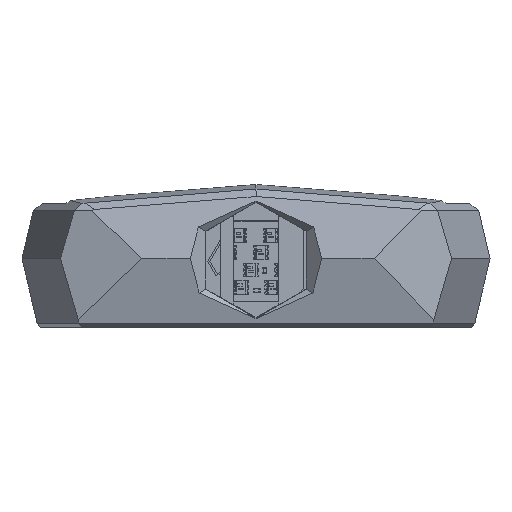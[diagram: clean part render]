
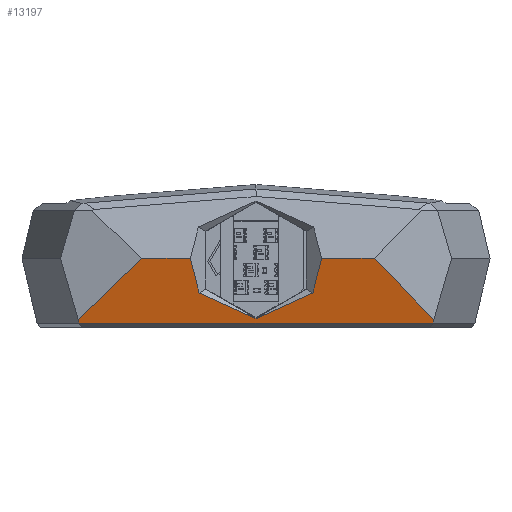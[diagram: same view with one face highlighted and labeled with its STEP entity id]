
A CAD part, top view. The second image highlights one B-rep face of the part: STEP entity #13197.
In plain terms, the highlighted planar face has unit normal (0, -0.242, 0.97).
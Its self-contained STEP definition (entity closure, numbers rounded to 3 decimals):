
#972=FACE_OUTER_BOUND('',#1721,.T.);
#1721=EDGE_LOOP('',(#11277,#11278,#11279,#11280,#11281,#11282,#11283,#11284,
#11285,#11286,#11287));
#3340=LINE('',#21248,#4920);
#3345=LINE('',#21258,#4925);
#3346=LINE('',#21260,#4926);
#3347=LINE('',#21262,#4927);
#3348=LINE('',#21264,#4928);
#3349=LINE('',#21266,#4929);
#3350=LINE('',#21268,#4930);
#3351=LINE('',#21270,#4931);
#3352=LINE('',#21272,#4932);
#3353=LINE('',#21274,#4933);
#3354=LINE('',#21275,#4934);
#4920=VECTOR('',#17412,10.);
#4925=VECTOR('',#17419,10.);
#4926=VECTOR('',#17420,10.);
#4927=VECTOR('',#17421,10.);
#4928=VECTOR('',#17422,10.);
#4929=VECTOR('',#17423,10.);
#4930=VECTOR('',#17424,10.);
#4931=VECTOR('',#17425,10.);
#4932=VECTOR('',#17426,10.);
#4933=VECTOR('',#17427,10.);
#4934=VECTOR('',#17428,10.);
#6233=VERTEX_POINT('',#21246);
#6234=VERTEX_POINT('',#21247);
#6238=VERTEX_POINT('',#21257);
#6239=VERTEX_POINT('',#21259);
#6240=VERTEX_POINT('',#21261);
#6241=VERTEX_POINT('',#21263);
#6242=VERTEX_POINT('',#21265);
#6243=VERTEX_POINT('',#21267);
#6244=VERTEX_POINT('',#21269);
#6245=VERTEX_POINT('',#21271);
#6246=VERTEX_POINT('',#21273);
#7945=EDGE_CURVE('',#6233,#6234,#3340,.T.);
#7950=EDGE_CURVE('',#6238,#6234,#3345,.T.);
#7951=EDGE_CURVE('',#6239,#6238,#3346,.F.);
#7952=EDGE_CURVE('',#6239,#6240,#3347,.T.);
#7953=EDGE_CURVE('',#6240,#6241,#3348,.T.);
#7954=EDGE_CURVE('',#6241,#6242,#3349,.T.);
#7955=EDGE_CURVE('',#6242,#6243,#3350,.T.);
#7956=EDGE_CURVE('',#6243,#6244,#3351,.T.);
#7957=EDGE_CURVE('',#6244,#6245,#3352,.T.);
#7958=EDGE_CURVE('',#6245,#6246,#3353,.T.);
#7959=EDGE_CURVE('',#6246,#6233,#3354,.T.);
#11277=ORIENTED_EDGE('',*,*,#7945,.T.);
#11278=ORIENTED_EDGE('',*,*,#7950,.F.);
#11279=ORIENTED_EDGE('',*,*,#7951,.F.);
#11280=ORIENTED_EDGE('',*,*,#7952,.T.);
#11281=ORIENTED_EDGE('',*,*,#7953,.T.);
#11282=ORIENTED_EDGE('',*,*,#7954,.T.);
#11283=ORIENTED_EDGE('',*,*,#7955,.T.);
#11284=ORIENTED_EDGE('',*,*,#7956,.T.);
#11285=ORIENTED_EDGE('',*,*,#7957,.T.);
#11286=ORIENTED_EDGE('',*,*,#7958,.T.);
#11287=ORIENTED_EDGE('',*,*,#7959,.T.);
#12358=PLANE('',#14271);
#13197=ADVANCED_FACE('',(#972),#12358,.T.);
#14271=AXIS2_PLACEMENT_3D('',#21256,#17417,#17418);
#17412=DIRECTION('',(0.167,-0.956,-0.239));
#17417=DIRECTION('center_axis',(0.,-0.243,
0.97));
#17418=DIRECTION('ref_axis',(0.,-0.97,-0.243));
#17419=DIRECTION('',(-1.,0.,0.));
#17420=DIRECTION('',(0.167,0.956,0.239));
#17421=DIRECTION('',(-0.69,0.702,0.176));
#17422=DIRECTION('',(-1.,0.,0.));
#17423=DIRECTION('',(-0.236,-0.943,-0.236));
#17424=DIRECTION('',(-0.908,-0.407,-0.102));
#17425=DIRECTION('',(-0.908,0.407,0.102));
#17426=DIRECTION('',(-0.236,0.943,0.236));
#17427=DIRECTION('',(-1.,0.,0.));
#17428=DIRECTION('',(-0.709,-0.684,-0.171));
#21246=CARTESIAN_POINT('',(-26.033,-9.14,46.466));
#21247=CARTESIAN_POINT('',(-25.94,-9.668,46.334));
#21248=CARTESIAN_POINT('',(-26.89,-4.241,47.691));
#21256=CARTESIAN_POINT('Origin',(-0.142,-0.25,
48.689));
#21257=CARTESIAN_POINT('',(25.657,-9.668,46.334));
#21258=CARTESIAN_POINT('',(-0.142,-9.668,46.334));
#21259=CARTESIAN_POINT('',(25.758,-9.092,46.478));
#21260=CARTESIAN_POINT('',(25.926,-8.129,46.719));
#21261=CARTESIAN_POINT('',(17.065,-0.25,48.689));
#21262=CARTESIAN_POINT('',(10.78,6.143,50.287));
#21263=CARTESIAN_POINT('',(9.406,-0.25,48.689));
#21264=CARTESIAN_POINT('',(-0.142,-0.25,48.689));
#21265=CARTESIAN_POINT('',(8.148,-5.286,47.43));
#21266=CARTESIAN_POINT('',(8.501,-3.871,47.784));
#21267=CARTESIAN_POINT('',(-0.142,-9.,46.501));
#21268=CARTESIAN_POINT('',(0.867,-8.548,46.614));
#21269=CARTESIAN_POINT('',(-8.431,-5.286,47.43));
#21270=CARTESIAN_POINT('',(-7.268,-5.807,47.3));
#21271=CARTESIAN_POINT('',(-9.69,-0.25,48.689));
#21272=CARTESIAN_POINT('',(-10.298,2.182,49.297));
#21273=CARTESIAN_POINT('',(-16.81,-0.25,48.689));
#21274=CARTESIAN_POINT('',(-0.142,-0.25,48.689));
#21275=CARTESIAN_POINT('',(-15.51,1.003,49.002));
